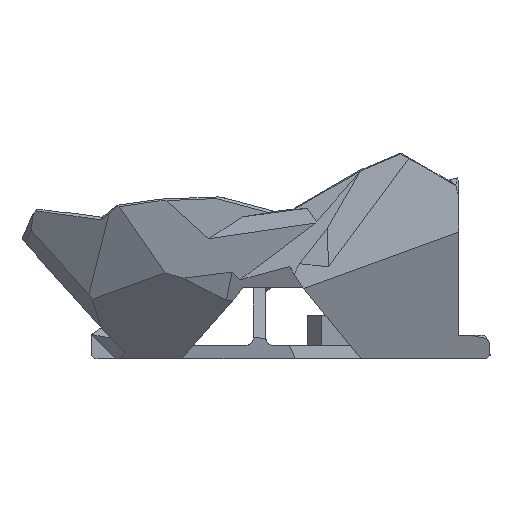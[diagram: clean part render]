
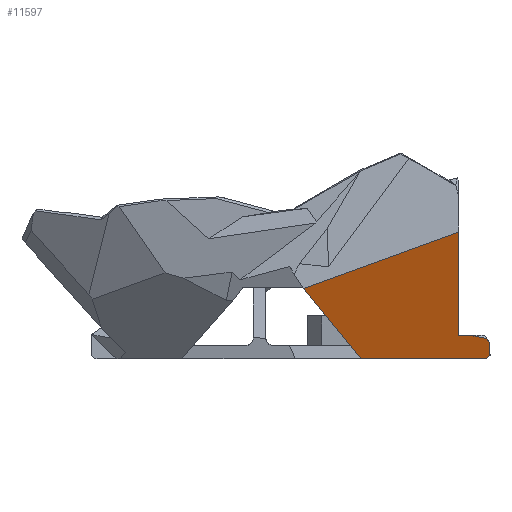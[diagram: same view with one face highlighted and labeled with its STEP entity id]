
A CAD part, left-side view. The second image highlights one B-rep face of the part: STEP entity #11597.
In plain terms, the highlighted planar face has unit normal (-0.886, -0.216, -0.41).
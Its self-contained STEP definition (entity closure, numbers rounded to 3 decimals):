
#642=FACE_OUTER_BOUND('',#1279,.T.);
#1279=EDGE_LOOP('',(#8846,#8847,#8848,#8849,#8850,#8851,#8852,#8853,#8854));
#1711=B_SPLINE_CURVE_WITH_KNOTS('',3,(#17511,#17512,#17513,#17514),
 .UNSPECIFIED.,.F.,.F.,(4,4),(2.196,2.429),
 .UNSPECIFIED.);
#1816=LINE('',#15700,#3207);
#1910=LINE('',#16387,#3301);
#2287=LINE('',#17517,#3678);
#2293=LINE('',#17528,#3684);
#2303=LINE('',#17548,#3694);
#2480=LINE('',#18387,#3871);
#2481=LINE('',#18390,#3872);
#2482=LINE('',#18391,#3873);
#3207=VECTOR('',#12769,1000.);
#3301=VECTOR('',#12891,1000.);
#3678=VECTOR('',#13706,1000.);
#3684=VECTOR('',#13714,1000.);
#3694=VECTOR('',#13732,1000.);
#3871=VECTOR('',#14105,1000.);
#3872=VECTOR('',#14108,1000.);
#3873=VECTOR('',#14109,1000.);
#4598=VERTEX_POINT('',#15697);
#4599=VERTEX_POINT('',#15699);
#4724=VERTEX_POINT('',#16384);
#4725=VERTEX_POINT('',#16386);
#5058=VERTEX_POINT('',#17506);
#5060=VERTEX_POINT('',#17509);
#5061=VERTEX_POINT('',#17516);
#5065=VERTEX_POINT('',#17525);
#5194=VERTEX_POINT('',#18389);
#5716=EDGE_CURVE('',#4599,#4598,#1816,.T.);
#5846=EDGE_CURVE('',#4724,#4725,#1910,.T.);
#6327=EDGE_CURVE('',#5060,#5058,#1711,.T.);
#6328=EDGE_CURVE('',#5058,#5061,#2287,.T.);
#6334=EDGE_CURVE('',#5065,#5061,#2293,.T.);
#6344=EDGE_CURVE('',#5065,#4724,#2303,.T.);
#6554=EDGE_CURVE('',#4599,#5060,#2480,.T.);
#6555=EDGE_CURVE('',#4598,#5194,#2481,.T.);
#6556=EDGE_CURVE('',#5194,#4725,#2482,.T.);
#8846=ORIENTED_EDGE('',*,*,#5716,.T.);
#8847=ORIENTED_EDGE('',*,*,#6555,.T.);
#8848=ORIENTED_EDGE('',*,*,#6556,.T.);
#8849=ORIENTED_EDGE('',*,*,#5846,.F.);
#8850=ORIENTED_EDGE('',*,*,#6344,.F.);
#8851=ORIENTED_EDGE('',*,*,#6334,.T.);
#8852=ORIENTED_EDGE('',*,*,#6328,.F.);
#8853=ORIENTED_EDGE('',*,*,#6327,.F.);
#8854=ORIENTED_EDGE('',*,*,#6554,.F.);
#11083=PLANE('',#12325);
#11597=ADVANCED_FACE('',(#642),#11083,.T.);
#12325=AXIS2_PLACEMENT_3D('',#18388,#14106,#14107);
#12769=DIRECTION('',(-0.42,0.,0.908));
#12891=DIRECTION('',(-0.237,0.972,0.));
#13706=DIRECTION('',(0.46,-0.509,-0.727));
#13714=DIRECTION('',(-0.42,0.,0.908));
#13732=DIRECTION('',(0.153,0.699,-0.699));
#14105=DIRECTION('',(0.237,-0.972,0.));
#14106=DIRECTION('center_axis',(-0.886,-0.216,-0.41));
#14107=DIRECTION('ref_axis',(0.,0.885,-0.466));
#14108=DIRECTION('',(-0.07,0.937,-0.341));
#14109=DIRECTION('',(0.456,-0.563,-0.689));
#15697=CARTESIAN_POINT('',(-27.78,-2.4,3.624));
#15699=CARTESIAN_POINT('',(-21.687,-2.4,-9.55));
#15700=CARTESIAN_POINT('',(-24.744,-2.4,-2.941));
#16384=CARTESIAN_POINT('',(-19.423,-6.,-12.55));
#16386=CARTESIAN_POINT('',(-23.338,10.075,-12.55));
#16387=CARTESIAN_POINT('',(-22.552,6.847,-12.55));
#17506=CARTESIAN_POINT('',(-20.634,-5.976,-9.944));
#17509=CARTESIAN_POINT('',(-21.343,-3.814,-9.55));
#17511=CARTESIAN_POINT('Ctrl Pts',(-21.343,-3.814,
-9.55));
#17512=CARTESIAN_POINT('Ctrl Pts',(-21.117,-4.536,-9.658));
#17513=CARTESIAN_POINT('Ctrl Pts',(-20.88,-5.257,-9.79));
#17514=CARTESIAN_POINT('Ctrl Pts',(-20.634,-5.976,-9.944));
#17516=CARTESIAN_POINT('',(-20.25,-6.4,-10.55));
#17517=CARTESIAN_POINT('',(-26.821,0.868,-0.17));
#17525=CARTESIAN_POINT('',(-19.51,-6.4,-12.15));
#17528=CARTESIAN_POINT('',(-19.366,-6.4,-12.463));
#17548=CARTESIAN_POINT('',(-18.491,-1.742,-16.808));
#18387=CARTESIAN_POINT('',(-21.302,-3.98,-9.55));
#18388=CARTESIAN_POINT('Origin',(-32.495,23.976,-0.072));
#18389=CARTESIAN_POINT('',(-29.266,17.392,-3.586));
#18390=CARTESIAN_POINT('',(-28.966,13.395,-2.13));
#18391=CARTESIAN_POINT('',(-28.202,16.079,-5.195));
